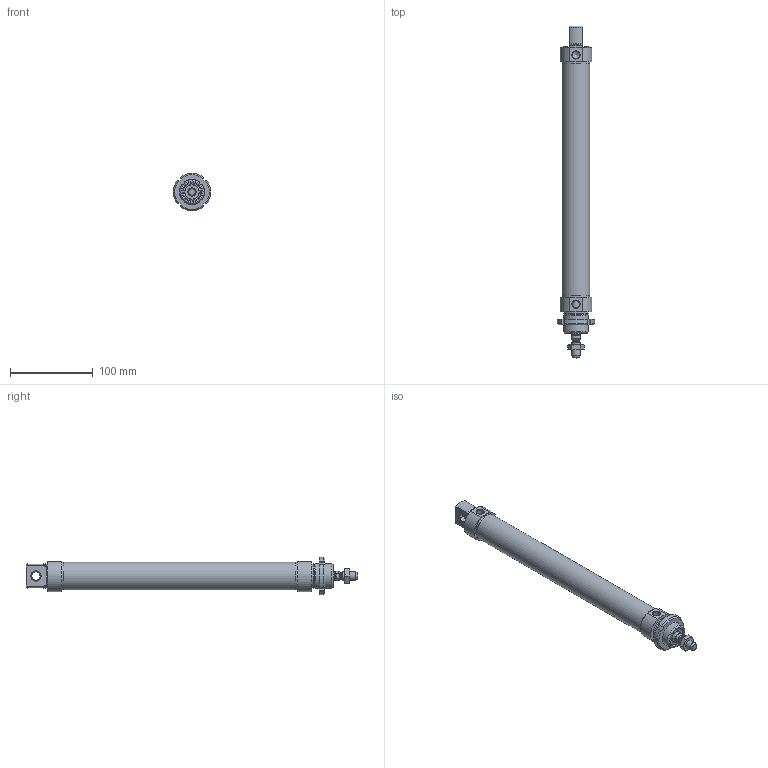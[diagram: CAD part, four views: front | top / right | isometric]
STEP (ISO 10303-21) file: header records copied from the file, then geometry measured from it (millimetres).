
FILE_DESCRIPTION(/* description */ (''),/* implementation_level */ '2;1');
FILE_NAME(/* name */ 'ODM032.250.GS.M.stp',/* time_stamp */ '2019-08-02T09:12:59+02:00',/* author */ ('carlo.corazza'),/* organization */ (''),/* preprocessor_version */ 'ST-DEVELOPER v16.5',/* originating_system */ 'Autodesk Inventor 2017',/* authorisation */ '');
FILE_SCHEMA (('AUTOMOTIVE_DESIGN { 1 0 10303 214 3 1 1 }'));
Length unit declared in the file: millimetre
Products named in the file (7): ODM032.250.GS.M; 29.2010.000.0; CORPO-250; GHI032; STELO-250; TA; TP
Assembly tree (6 placements, depth 2):
  ODM032.250.GS.M
    29.2010.000.0
    CORPO-250
    GHI032
    STELO-250
    TA
    TP
Bounding box: 45 x 401.5 x 45 mm (x, y, z)
Volume: 68293.7 mm3; surface area: 95725.4 mm2
Topology: 4 solids, 8 shells, 172 faces, 383 edges, 242 vertices
Faces by surface type: plane 66, cone 53, cylinder 42, torus 11
Full cylindrical faces by diameter (mm): 3 x1, 7.9 x1, 8 x1, 8.566 x2, 8.647 x1, 10 x1, 11 x1, 11.6 x1, 12 x2, 12.8 x1, 12.847 x1, 13 x1, 14 x1, 16 x1, 22 x4, 24.5 x1, 28 x1, 28.376 x1, 30 x3, 32 x1, 33.6 x3
Entity records: 4674 total; most frequent: CARTESIAN_POINT 865, DIRECTION 792, ORIENTED_EDGE 586, AXIS2_PLACEMENT_3D 346, EDGE_CURVE 293, EDGE_LOOP 274, VERTEX_POINT 223, FACE_OUTER_BOUND 172
